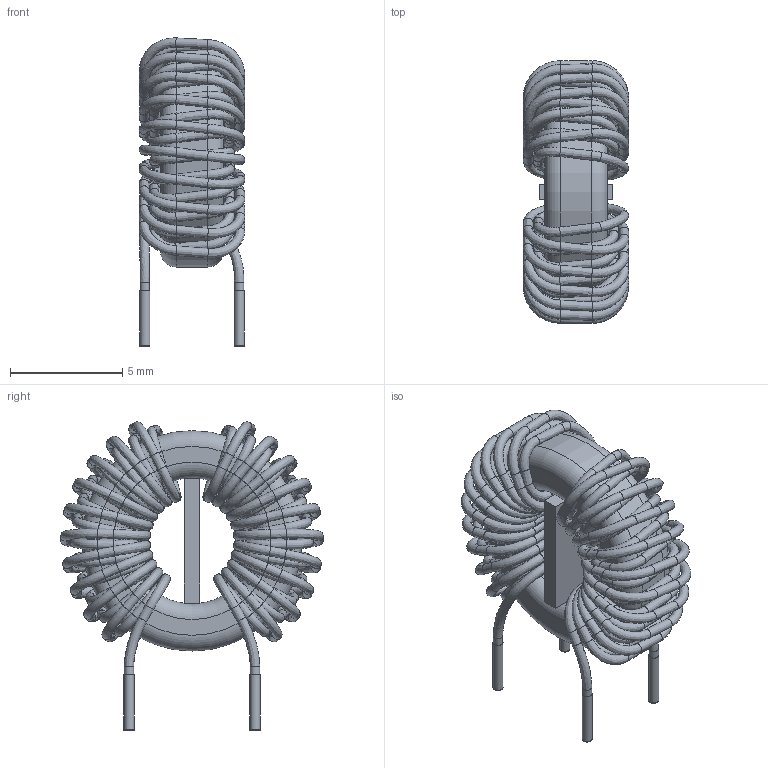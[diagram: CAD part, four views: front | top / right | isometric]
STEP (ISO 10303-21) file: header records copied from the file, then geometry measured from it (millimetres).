
FILE_DESCRIPTION(('FreeCAD Model'),'2;1');
FILE_NAME('Open CASCADE Shape Model','2024-04-28T02:14:18',('Author'),( ''),'Open CASCADE STEP processor 7.6','FreeCAD','Unknown');
FILE_SCHEMA(('AP242_MANAGED_MODEL_BASED_3D_ENGINEERING_MIM_LF. {1 0 10303 442 1 1 4 }'));
Length unit declared in the file: millimetre
Products named in the file (9): Choke-D12; СommonModeChoke016; СommonModeChoke011; СommonModeChoke009; СommonModeChoke010; СommonModeChoke012; СommonModeChoke013; СommonModeChoke014; СommonModeChoke015
Assembly tree (8 placements, depth 2):
  Choke-D12
    СommonModeChoke016
    СommonModeChoke011
    СommonModeChoke009
    СommonModeChoke010
    СommonModeChoke012
    СommonModeChoke013
    СommonModeChoke014
    СommonModeChoke015
Bounding box: 4.69 x 11.69 x 13.7 mm (x, y, z)
Volume: 223.7 mm3; surface area: 1036 mm2
Topology: 8 solids, 8 shells, 424 faces, 828 edges, 424 vertices
Faces by surface type: bspline 382, plane 24, cylinder 14, torus 4
Full cylindrical faces by diameter (mm): 0.42 x8, 0.448 x4, 5.6 x1, 9.8 x1
Entity records: 33063 total; most frequent: CARTESIAN_POINT 25929, ORIENTED_EDGE 1656, DIRECTION 968, EDGE_CURVE 828, AXIS2_PLACEMENT_3D 471, FACE_BOUND 430, EDGE_LOOP 430, ADVANCED_FACE 424
